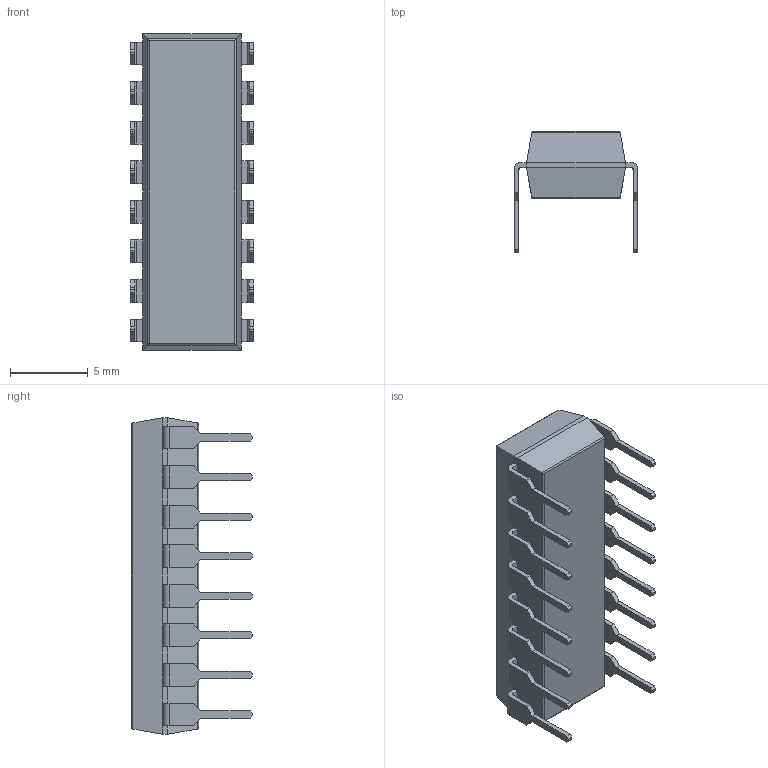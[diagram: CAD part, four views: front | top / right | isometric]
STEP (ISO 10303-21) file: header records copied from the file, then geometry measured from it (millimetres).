
FILE_DESCRIPTION (( 'STEP AP214' ), '1' );
FILE_NAME ('DIP16.step', '2011-03-01T20:06:55', ( 'iLLuSioN' ), ( 'Home' ), 'SwSTEP 2.0', 'SolidWorks 2009', '' );
FILE_SCHEMA (( 'AUTOMOTIVE_DESIGN' ));
Length unit declared in the file: millimetre
Products named in the file (1): DIP16
Bounding box: 7.92 x 7.75 x 20.32 mm (x, y, z)
Volume: 543.4 mm3; surface area: 672.9 mm2
Topology: 1 solids, 1 shells, 282 faces, 760 edges, 480 vertices
Faces by surface type: plane 239, cylinder 43
Entity records: 11763 total; most frequent: CARTESIAN_POINT 1583, ORIENTED_EDGE 1520, DIRECTION 1382, EDGE_CURVE 760, VECTOR 680, LINE 680, VERTEX_POINT 480, AXIS2_PLACEMENT_3D 351
